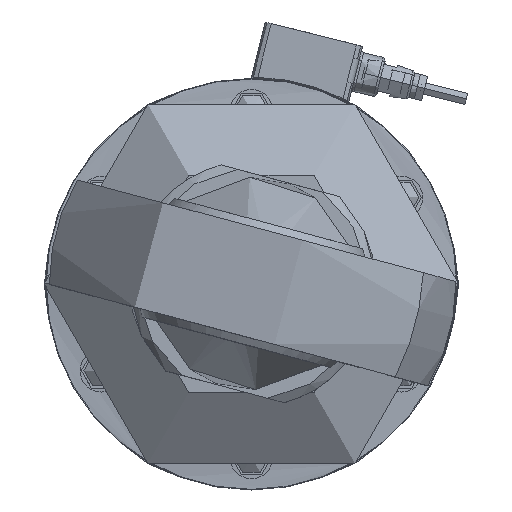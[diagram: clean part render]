
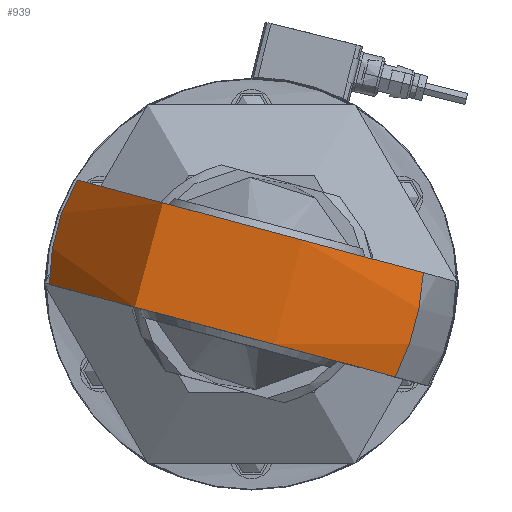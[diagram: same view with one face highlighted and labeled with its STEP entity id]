
A CAD part, top view. The second image highlights one B-rep face of the part: STEP entity #939.
In plain terms, the highlighted spherical face has radius 84 mm.
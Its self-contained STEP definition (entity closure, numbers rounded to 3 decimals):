
#939=ADVANCED_FACE('0:74',(#1948),#1949,.T.);
#1948=FACE_OUTER_BOUND('',#3234,.T.);
#1949=SPHERICAL_SURFACE('',#3235,84.0);
#3234=EDGE_LOOP('',(#4940,#4941,#4942,#4943));
#3235=AXIS2_PLACEMENT_3D('',#4944,#4945,#4946);
#4940=ORIENTED_EDGE('',*,*,#7830,.T.);
#4941=ORIENTED_EDGE('',*,*,#8041,.T.);
#4942=ORIENTED_EDGE('',*,*,#8042,.T.);
#4943=ORIENTED_EDGE('',*,*,#8043,.T.);
#4944=CARTESIAN_POINT('',(24.5,0.0,0.));
#4945=DIRECTION('',(1.0,0.,0.));
#4946=DIRECTION('',(0.,-0.605,0.796));
#7830=EDGE_CURVE('',#9186,#9187,#9188,.T.);
#8041=EDGE_CURVE('',#9187,#9555,#9556,.T.);
#8042=EDGE_CURVE('0:221',#9555,#9557,#9558,.T.);
#8043=EDGE_CURVE('0:224',#9557,#9186,#9559,.T.);
#9186=VERTEX_POINT('',#11208);
#9187=VERTEX_POINT('',#11209);
#9188=CIRCLE('',#11210,84.0);
#9555=VERTEX_POINT('',#11701);
#9556=CIRCLE('',#11702,81.202);
#9557=VERTEX_POINT('',#11703);
#9558=CIRCLE('',#11704,81.);
#9559=CIRCLE('',#11705,81.202);
#11208=CARTESIAN_POINT('',(46.,49.132,-64.652));
#11209=CARTESIAN_POINT('',(3.,49.132,-64.652));
#11210=AXIS2_PLACEMENT_3D('',#13985,#13986,#13987);
#11701=CARTESIAN_POINT('',(3.,22.249,78.094));
#11702=AXIS2_PLACEMENT_3D('',#14298,#14299,#14300);
#11703=CARTESIAN_POINT('',(46.,22.249,78.094));
#11704=AXIS2_PLACEMENT_3D('',#14301,#14302,#14303);
#11705=AXIS2_PLACEMENT_3D('',#14304,#14305,#14306);
#13985=CARTESIAN_POINT('',(24.5,0.,0.));
#13986=DIRECTION('',(0.,0.796,0.605));
#13987=DIRECTION('',(0.,0.605,-0.796));
#14298=CARTESIAN_POINT('',(3.,0.0,0.0));
#14299=DIRECTION('',(1.0,-0.0,0.0));
#14300=DIRECTION('',(0.0,0.0,-1.0));
#14301=CARTESIAN_POINT('',(24.5,22.249,0.0));
#14302=DIRECTION('',(0.0,1.0,0.0));
#14303=DIRECTION('',(0.0,0.0,-1.0));
#14304=CARTESIAN_POINT('',(46.,0.0,0.0));
#14305=DIRECTION('',(-1.0,-0.0,-0.0));
#14306=DIRECTION('',(0.0,0.0,-1.0));
